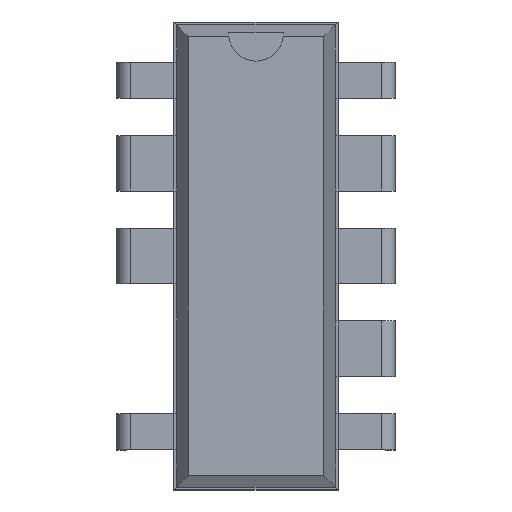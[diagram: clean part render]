
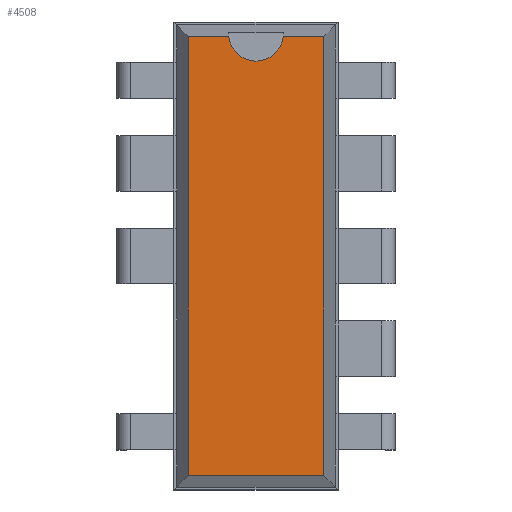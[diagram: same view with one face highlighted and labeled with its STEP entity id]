
A CAD part, top view. The second image highlights one B-rep face of the part: STEP entity #4508.
In plain terms, the highlighted planar face has unit normal (0, 0, 1).
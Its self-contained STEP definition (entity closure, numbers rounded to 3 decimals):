
#2552 = VERTEX_POINT('',#2553);
#2553 = CARTESIAN_POINT('',(5.534,0.931,3.68));
#2558 = EDGE_CURVE('',#2559,#2552,#2561,.T.);
#2559 = VERTEX_POINT('',#2560);
#2560 = CARTESIAN_POINT('',(5.534,-11.091,3.68));
#2561 = LINE('',#2562,#2563);
#2562 = CARTESIAN_POINT('',(5.534,-11.091,3.68));
#2563 = VECTOR('',#2564,1.);
#2564 = DIRECTION('',(0.,1.,0.));
#3593 = VERTEX_POINT('',#3594);
#3594 = CARTESIAN_POINT('',(1.832,0.931,3.68));
#3599 = EDGE_CURVE('',#3600,#3593,#3602,.T.);
#3600 = VERTEX_POINT('',#3601);
#3601 = CARTESIAN_POINT('',(2.937,0.931,3.68));
#3602 = LINE('',#3603,#3604);
#3603 = CARTESIAN_POINT('',(5.534,0.931,3.68));
#3604 = VECTOR('',#3605,1.);
#3605 = DIRECTION('',(-1.,0.,0.));
#3625 = VERTEX_POINT('',#3626);
#3626 = CARTESIAN_POINT('',(4.429,0.931,3.68));
#3634 = EDGE_CURVE('',#2552,#3625,#3635,.T.);
#3635 = LINE('',#3636,#3637);
#3636 = CARTESIAN_POINT('',(5.534,0.931,3.68));
#3637 = VECTOR('',#3638,1.);
#3638 = DIRECTION('',(-1.,0.,0.));
#3678 = VERTEX_POINT('',#3679);
#3679 = CARTESIAN_POINT('',(1.832,-11.091,3.68));
#3684 = EDGE_CURVE('',#3593,#3678,#3685,.T.);
#3685 = LINE('',#3686,#3687);
#3686 = CARTESIAN_POINT('',(1.832,0.931,3.68));
#3687 = VECTOR('',#3688,1.);
#3688 = DIRECTION('',(0.,-1.,0.));
#4497 = EDGE_CURVE('',#3678,#2559,#4498,.T.);
#4498 = LINE('',#4499,#4500);
#4499 = CARTESIAN_POINT('',(1.832,-11.091,3.68));
#4500 = VECTOR('',#4501,1.);
#4501 = DIRECTION('',(1.,0.,0.));
#4508 = ADVANCED_FACE('',(#4509),#4532,.F.);
#4509 = FACE_BOUND('',#4510,.F.);
#4510 = EDGE_LOOP('',(#4511,#4512,#4513,#4514,#4515,#4524,#4531));
#4511 = ORIENTED_EDGE('',*,*,#2558,.F.);
#4512 = ORIENTED_EDGE('',*,*,#4497,.F.);
#4513 = ORIENTED_EDGE('',*,*,#3684,.F.);
#4514 = ORIENTED_EDGE('',*,*,#3599,.F.);
#4515 = ORIENTED_EDGE('',*,*,#4516,.F.);
#4516 = EDGE_CURVE('',#4517,#3600,#4519,.T.);
#4517 = VERTEX_POINT('',#4518);
#4518 = CARTESIAN_POINT('',(3.683,0.256,3.68));
#4519 = CIRCLE('',#4520,0.75);
#4520 = AXIS2_PLACEMENT_3D('',#4521,#4522,#4523);
#4521 = CARTESIAN_POINT('',(3.683,1.006,3.68));
#4522 = DIRECTION('',(0.,0.,-1.));
#4523 = DIRECTION('',(0.,-1.,0.));
#4524 = ORIENTED_EDGE('',*,*,#4525,.F.);
#4525 = EDGE_CURVE('',#3625,#4517,#4526,.T.);
#4526 = CIRCLE('',#4527,0.75);
#4527 = AXIS2_PLACEMENT_3D('',#4528,#4529,#4530);
#4528 = CARTESIAN_POINT('',(3.683,1.006,3.68));
#4529 = DIRECTION('',(0.,0.,-1.));
#4530 = DIRECTION('',(0.,-1.,0.));
#4531 = ORIENTED_EDGE('',*,*,#3634,.F.);
#4532 = PLANE('',#4533);
#4533 = AXIS2_PLACEMENT_3D('',#4534,#4535,#4536);
#4534 = CARTESIAN_POINT('',(5.534,-11.091,3.68));
#4535 = DIRECTION('',(0.,0.,-1.));
#4536 = DIRECTION('',(-0.294,0.956,0.));
